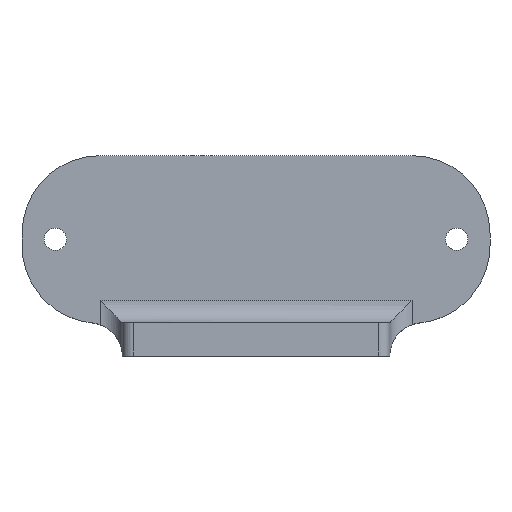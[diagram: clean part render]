
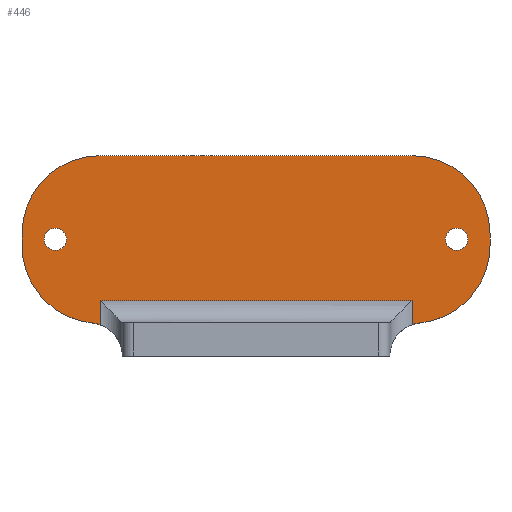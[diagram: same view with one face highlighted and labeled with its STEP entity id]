
A CAD part, top view. The second image highlights one B-rep face of the part: STEP entity #446.
In plain terms, the highlighted planar face has unit normal (0, 0, 1).
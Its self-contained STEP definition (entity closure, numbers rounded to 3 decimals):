
#19=FACE_BOUND('',#64,.T.);
#20=FACE_BOUND('',#65,.T.);
#27=PLANE('',#487);
#38=FACE_OUTER_BOUND('',#63,.T.);
#63=EDGE_LOOP('',(#304,#305,#306,#307,#308,#309,#310,#311,#312,#313,#314,
#315));
#64=EDGE_LOOP('',(#316));
#65=EDGE_LOOP('',(#317));
#97=LINE('',#688,#134);
#98=LINE('',#692,#135);
#99=LINE('',#696,#136);
#100=LINE('',#702,#137);
#101=LINE('',#704,#138);
#102=LINE('',#706,#139);
#134=VECTOR('',#547,10.);
#135=VECTOR('',#550,10.);
#136=VECTOR('',#553,10.);
#137=VECTOR('',#558,10.);
#138=VECTOR('',#559,10.);
#139=VECTOR('',#560,10.);
#169=CIRCLE('',#485,7.);
#171=CIRCLE('',#488,7.);
#172=CIRCLE('',#489,7.);
#173=CIRCLE('',#490,7.);
#174=CIRCLE('',#491,3.);
#175=CIRCLE('',#492,3.);
#176=CIRCLE('',#493,1.);
#177=CIRCLE('',#494,1.);
#193=VERTEX_POINT('',#678);
#194=VERTEX_POINT('',#679);
#197=VERTEX_POINT('',#687);
#198=VERTEX_POINT('',#689);
#199=VERTEX_POINT('',#691);
#200=VERTEX_POINT('',#693);
#201=VERTEX_POINT('',#695);
#202=VERTEX_POINT('',#697);
#203=VERTEX_POINT('',#699);
#204=VERTEX_POINT('',#701);
#205=VERTEX_POINT('',#703);
#206=VERTEX_POINT('',#705);
#207=VERTEX_POINT('',#708);
#208=VERTEX_POINT('',#710);
#235=EDGE_CURVE('',#193,#194,#169,.T.);
#239=EDGE_CURVE('',#197,#193,#97,.T.);
#240=EDGE_CURVE('',#198,#197,#171,.T.);
#241=EDGE_CURVE('',#199,#198,#98,.T.);
#242=EDGE_CURVE('',#200,#199,#172,.T.);
#243=EDGE_CURVE('',#201,#200,#99,.T.);
#244=EDGE_CURVE('',#202,#201,#173,.T.);
#245=EDGE_CURVE('',#203,#202,#174,.T.);
#246=EDGE_CURVE('',#204,#203,#100,.T.);
#247=EDGE_CURVE('',#205,#204,#101,.T.);
#248=EDGE_CURVE('',#206,#205,#102,.T.);
#249=EDGE_CURVE('',#206,#194,#175,.F.);
#250=EDGE_CURVE('',#207,#207,#176,.T.);
#251=EDGE_CURVE('',#208,#208,#177,.T.);
#304=ORIENTED_EDGE('',*,*,#235,.F.);
#305=ORIENTED_EDGE('',*,*,#239,.F.);
#306=ORIENTED_EDGE('',*,*,#240,.F.);
#307=ORIENTED_EDGE('',*,*,#241,.F.);
#308=ORIENTED_EDGE('',*,*,#242,.F.);
#309=ORIENTED_EDGE('',*,*,#243,.F.);
#310=ORIENTED_EDGE('',*,*,#244,.F.);
#311=ORIENTED_EDGE('',*,*,#245,.F.);
#312=ORIENTED_EDGE('',*,*,#246,.F.);
#313=ORIENTED_EDGE('',*,*,#247,.F.);
#314=ORIENTED_EDGE('',*,*,#248,.F.);
#315=ORIENTED_EDGE('',*,*,#249,.T.);
#316=ORIENTED_EDGE('',*,*,#250,.T.);
#317=ORIENTED_EDGE('',*,*,#251,.T.);
#446=ADVANCED_FACE('',(#38,#19,#20),#27,.T.);
#485=AXIS2_PLACEMENT_3D('',#680,#539,#540);
#487=AXIS2_PLACEMENT_3D('',#686,#545,#546);
#488=AXIS2_PLACEMENT_3D('',#690,#548,#549);
#489=AXIS2_PLACEMENT_3D('',#694,#551,#552);
#490=AXIS2_PLACEMENT_3D('',#698,#554,#555);
#491=AXIS2_PLACEMENT_3D('',#700,#556,#557);
#492=AXIS2_PLACEMENT_3D('',#707,#561,#562);
#493=AXIS2_PLACEMENT_3D('',#709,#563,#564);
#494=AXIS2_PLACEMENT_3D('',#711,#565,#566);
#539=DIRECTION('center_axis',(0.,0.,-1.));
#540=DIRECTION('ref_axis',(-1.,0.,0.));
#545=DIRECTION('center_axis',(0.,0.,1.));
#546=DIRECTION('ref_axis',(1.,0.,0.));
#547=DIRECTION('',(0.,-1.,0.));
#548=DIRECTION('center_axis',(0.,0.,-1.));
#549=DIRECTION('ref_axis',(0.707,0.707,0.));
#550=DIRECTION('',(1.,0.,0.));
#551=DIRECTION('center_axis',(0.,0.,-1.));
#552=DIRECTION('ref_axis',(-0.707,0.707,0.));
#553=DIRECTION('',(0.,1.,0.));
#554=DIRECTION('center_axis',(0.,0.,-1.));
#555=DIRECTION('ref_axis',(1.,0.,0.));
#556=DIRECTION('center_axis',(0.,0.,1.));
#557=DIRECTION('ref_axis',(0.707,0.707,0.));
#558=DIRECTION('',(0.,-1.,0.));
#559=DIRECTION('',(-1.,0.,0.));
#560=DIRECTION('',(0.,1.,0.));
#561=DIRECTION('center_axis',(0.,0.,1.));
#562=DIRECTION('ref_axis',(-0.707,0.707,0.));
#563=DIRECTION('center_axis',(0.,0.,-1.));
#564=DIRECTION('ref_axis',(1.,0.,0.));
#565=DIRECTION('center_axis',(0.,0.,-1.));
#566=DIRECTION('ref_axis',(1.,0.,0.));
#678=CARTESIAN_POINT('',(33.,16.95,0.));
#679=CARTESIAN_POINT('',(26.7,9.985,0.));
#680=CARTESIAN_POINT('Origin',(26.,16.95,0.));
#686=CARTESIAN_POINT('Origin',(12.,16.,0.));
#687=CARTESIAN_POINT('',(33.,18.,0.));
#688=CARTESIAN_POINT('',(33.,25.,0.));
#689=CARTESIAN_POINT('',(26.,25.,0.));
#690=CARTESIAN_POINT('Origin',(26.,18.,0.));
#691=CARTESIAN_POINT('',(-2.,25.,0.));
#692=CARTESIAN_POINT('',(-9.,25.,0.));
#693=CARTESIAN_POINT('',(-9.,18.,0.));
#694=CARTESIAN_POINT('Origin',(-2.,18.,0.));
#695=CARTESIAN_POINT('',(-9.,16.95,0.));
#696=CARTESIAN_POINT('',(-9.,10.,0.));
#697=CARTESIAN_POINT('',(-2.7,9.985,0.));
#698=CARTESIAN_POINT('Origin',(-2.,16.95,0.));
#699=CARTESIAN_POINT('',(-2.,9.828,0.));
#700=CARTESIAN_POINT('Origin',(-3.,7.,0.));
#701=CARTESIAN_POINT('',(-2.,12.,0.));
#702=CARTESIAN_POINT('',(-2.,11.5,0.));
#703=CARTESIAN_POINT('',(26.,12.,0.));
#704=CARTESIAN_POINT('',(18.,12.,0.));
#705=CARTESIAN_POINT('',(26.,9.828,0.));
#706=CARTESIAN_POINT('',(26.,13.,0.));
#707=CARTESIAN_POINT('Origin',(27.,7.,0.));
#708=CARTESIAN_POINT('',(29.,17.5,0.));
#709=CARTESIAN_POINT('Origin',(30.,17.5,0.));
#710=CARTESIAN_POINT('',(-7.,17.5,0.));
#711=CARTESIAN_POINT('Origin',(-6.,17.5,0.));
